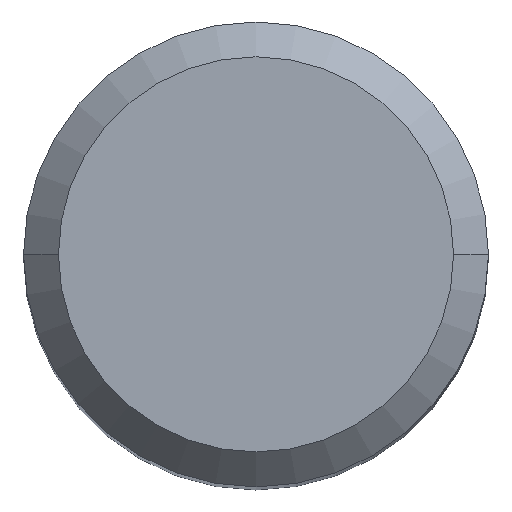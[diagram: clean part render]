
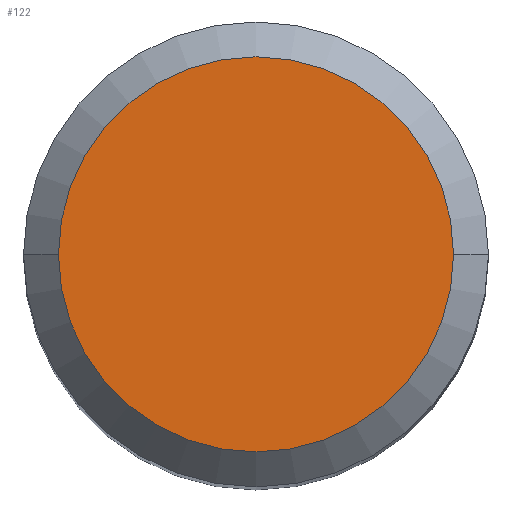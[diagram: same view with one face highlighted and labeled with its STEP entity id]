
A CAD part, top view. The second image highlights one B-rep face of the part: STEP entity #122.
In plain terms, the highlighted planar face has unit normal (0, 0, 1).
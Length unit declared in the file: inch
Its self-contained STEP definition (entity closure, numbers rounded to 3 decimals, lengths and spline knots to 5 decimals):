
#34 = EDGE_CURVE ( 'NONE', #306, #173, #138, .T. ) ;
#38 = DIRECTION ( 'NONE',  ( 0., 0., 1. ) ) ;
#41 = DIRECTION ( 'NONE',  ( 1., 0., 0. ) ) ;
#49 = DIRECTION ( 'NONE',  ( 0., 0., -1. ) ) ;
#102 = DIRECTION ( 'NONE',  ( 0., 0., 1. ) ) ;
#116 = ORIENTED_EDGE ( 'NONE', *, *, #34, .T. ) ;
#122 = ADVANCED_FACE ( 'NONE', ( #274 ), #211, .F. ) ;
#133 = CARTESIAN_POINT ( 'NONE',  ( 0., 0., 0. ) ) ;
#138 = CIRCLE ( 'NONE', #412, 0.16732 ) ;
#149 = EDGE_LOOP ( 'NONE', ( #429, #116 ) ) ;
#173 = VERTEX_POINT ( 'NONE', #241 ) ;
#182 = CARTESIAN_POINT ( 'NONE',  ( 0., 0., 0. ) ) ;
#211 = PLANE ( 'NONE',  #454 ) ;
#241 = CARTESIAN_POINT ( 'NONE',  ( -0.16732, 0., 0. ) ) ;
#254 = DIRECTION ( 'NONE',  ( 1., 0., 0. ) ) ;
#267 = CARTESIAN_POINT ( 'NONE',  ( 0., 0., 0. ) ) ;
#274 = FACE_OUTER_BOUND ( 'NONE', #149, .T. ) ;
#275 = CIRCLE ( 'NONE', #284, 0.16732 ) ;
#284 = AXIS2_PLACEMENT_3D ( 'NONE', #182, #102, #254 ) ;
#295 = EDGE_CURVE ( 'NONE', #173, #306, #275, .T. ) ;
#306 = VERTEX_POINT ( 'NONE', #325 ) ;
#308 = DIRECTION ( 'NONE',  ( -1., 0., 0. ) ) ;
#325 = CARTESIAN_POINT ( 'NONE',  ( 0.16732, 0., 0. ) ) ;
#412 = AXIS2_PLACEMENT_3D ( 'NONE', #267, #38, #41 ) ;
#429 = ORIENTED_EDGE ( 'NONE', *, *, #295, .T. ) ;
#454 = AXIS2_PLACEMENT_3D ( 'NONE', #133, #49, #308 ) ;
